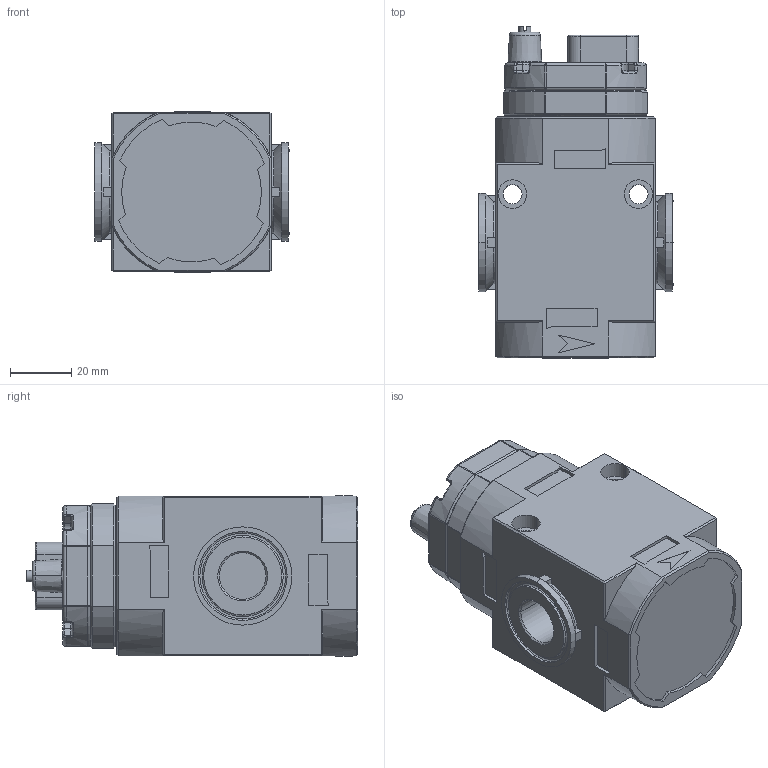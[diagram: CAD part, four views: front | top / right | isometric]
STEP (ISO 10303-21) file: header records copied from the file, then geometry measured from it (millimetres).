
FILE_DESCRIPTION(('STEP AP214'),'1');
FILE_NAME('050 AVP.stp','2020-03-18T10:54:24',(' '),(' '),'Spatial InterOp 3D',' ',' ');
FILE_SCHEMA(('AUTOMOTIVE_DESIGN { 1 0 10303 214 1 1 1 1 }'));
Length unit declared in the file: metre
Products named in the file (1): Volume
Bounding box: 63.3 x 108 x 52.1 mm (x, y, z)
Volume: 236894.9 mm3; surface area: 32215.2 mm2
Topology: 1 solids, 12 shells, 581 faces, 1318 edges, 789 vertices
Faces by surface type: plane 258, cylinder 183, torus 66, cone 31, bspline 19, sphere 16, extrusion 8
Entity records: 16816 total; most frequent: CARTESIAN_POINT 3656, DIRECTION 2900, ORIENTED_EDGE 2620, EDGE_CURVE 1310, AXIS2_PLACEMENT_3D 1113, VERTEX_POINT 789, VECTOR 674, LINE 666
